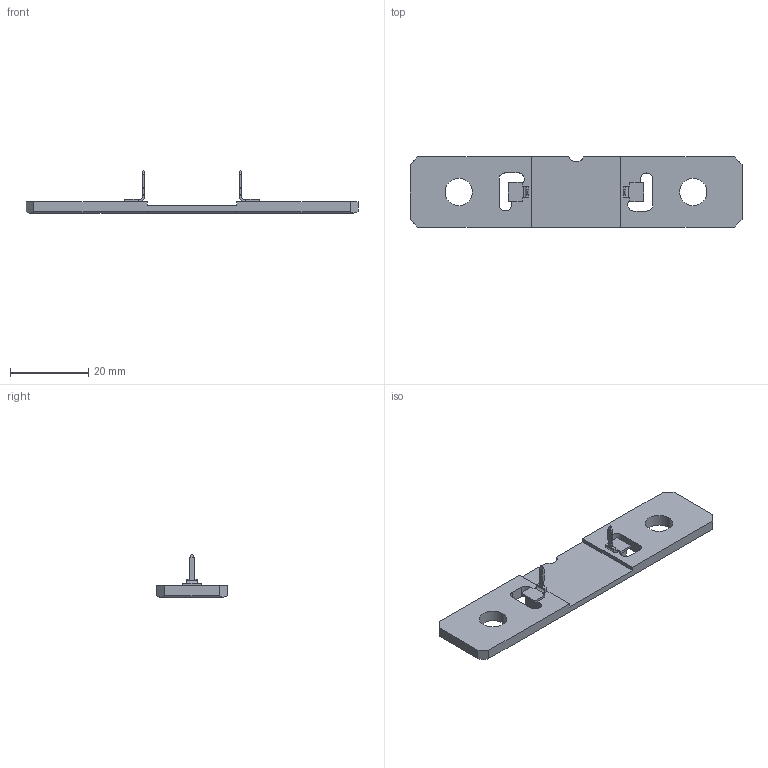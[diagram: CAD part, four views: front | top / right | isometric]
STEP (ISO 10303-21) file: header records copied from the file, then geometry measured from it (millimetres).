
FILE_DESCRIPTION (( 'STEP AP203' ), '1' );
FILE_NAME ('WSBS 8518-35 1000 micro.OHM.STEP', '2017-01-13T17:43:47', ( '' ), ( '' ), 'SwSTEP 2.0', 'SolidWorks 2016', '' );
FILE_SCHEMA (( 'CONFIG_CONTROL_DESIGN' ));
Length unit declared in the file: millimetre
Products named in the file (6): wsbs 8518 1000 micro...; PIN-1001 FOR WSBS 100 E; WSBS 8518-35 1000  micro.OHM
Assembly tree (3 placements, depth 2):
  WSBS 8518-35 1000  micro.OHM
    wsbs 8518 1000 micro...
    PIN-1001 FOR WSBS 100 E  x2
  wsbs 8518 1000 micro...
  PIN-1001 FOR WSBS 100 E
  PIN-1001 FOR WSBS 100 E
Bounding box: 84.99 x 17.98 x 10.87 mm (x, y, z)
Volume: 3679.2 mm3; surface area: 3733.8 mm2
Topology: 3 solids, 3 shells, 127 faces, 349 edges, 228 vertices
Faces by surface type: plane 82, cylinder 45
Entity records: 3510 total; most frequent: CARTESIAN_POINT 571, ORIENTED_EDGE 506, DIRECTION 501, EDGE_CURVE 253, LINE 177, VECTOR 177, VERTEX_POINT 164, AXIS2_PLACEMENT_3D 162
